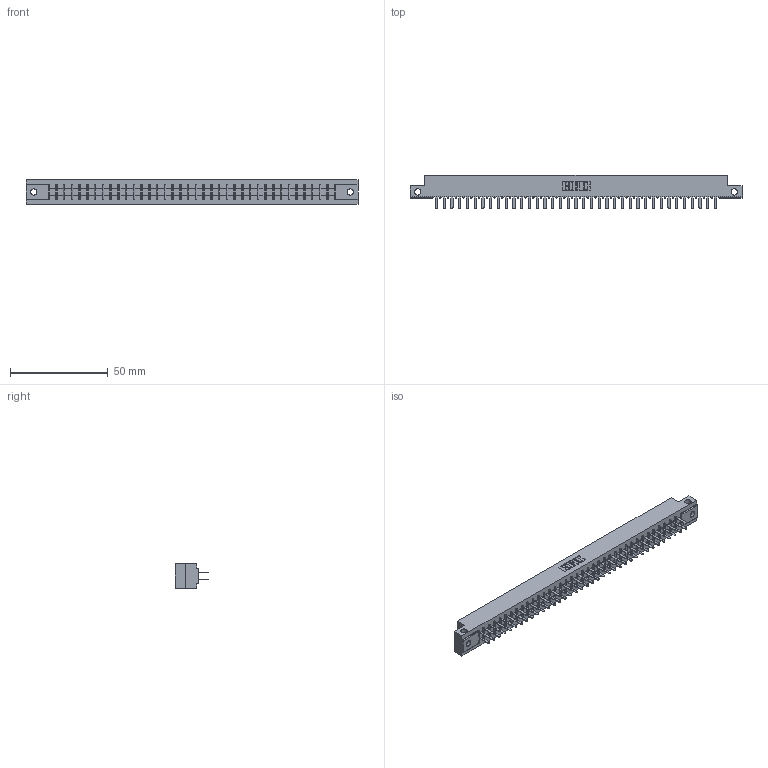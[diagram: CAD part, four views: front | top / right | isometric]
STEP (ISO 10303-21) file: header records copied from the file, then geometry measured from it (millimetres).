
FILE_DESCRIPTION (( 'STEP AP203' ), '1' );
FILE_NAME ('355-074-520-212.STEP', '2020-09-20T09:53:35', ( '' ), ( '' ), 'SwSTEP 2.0', 'SolidWorks 2020', '' );
FILE_SCHEMA (( 'CONFIG_CONTROL_DESIGN' ));
Length unit declared in the file: inch
Products named in the file (3): 355-074-520-212; 305 Part_.128 Dia; 305-290-001_520
Assembly tree (75 placements, depth 2):
  355-074-520-212
    305 Part_.128 Dia
    305-290-001_520  x74
Bounding box: 169.62 x 17.09 x 12.7 mm (x, y, z)
Volume: 17451.9 mm3; surface area: 22236.7 mm2
Topology: 75 solids, 75 shells, 3532 faces, 10083 edges, 6518 vertices
Faces by surface type: plane 2066, cylinder 1318, sphere 148
Entity records: 40956 total; most frequent: CARTESIAN_POINT 6825, ORIENTED_EDGE 6730, DIRECTION 6545, EDGE_CURVE 3365, LINE 2701, VECTOR 2701, VERTEX_POINT 2138, AXIS2_PLACEMENT_3D 1922
